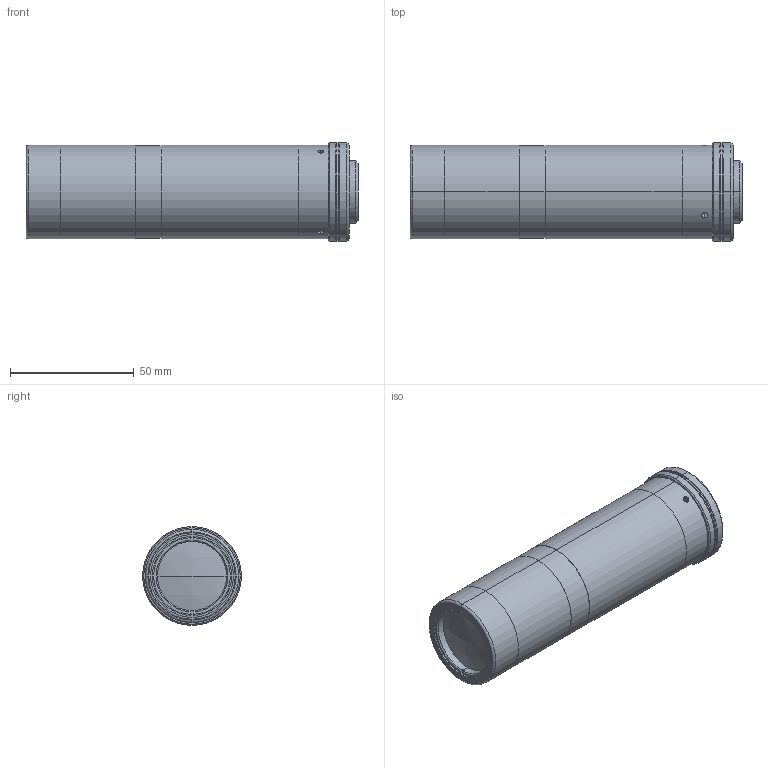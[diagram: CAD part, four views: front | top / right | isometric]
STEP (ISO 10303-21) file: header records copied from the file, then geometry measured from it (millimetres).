
FILE_DESCRIPTION (( 'STEP AP214' ), '1' );
FILE_NAME ('TCLWD-050.STEP', '2014-07-03T12:30:45', ( '' ), ( '' ), 'SwSTEP 2.0', 'SolidWorks 2013', '' );
FILE_SCHEMA (( 'AUTOMOTIVE_DESIGN' ));
Length unit declared in the file: millimetre
Products named in the file (1): TCLWD-050
Bounding box: 134.24 x 40 x 40 mm (x, y, z)
Surface area: 24127.5 mm2 (no closed solid volume)
Topology: 0 solids, 14 shells, 74 faces, 190 edges, 131 vertices
Faces by surface type: cylinder 40, plane 22, cone 8, sphere 2, torus 2
Entity records: 3324 total; most frequent: CARTESIAN_POINT 630, DIRECTION 436, ORIENTED_EDGE 314, EDGE_CURVE 190, AXIS2_PLACEMENT_3D 187, VERTEX_POINT 131, CIRCLE 112, EDGE_LOOP 91
